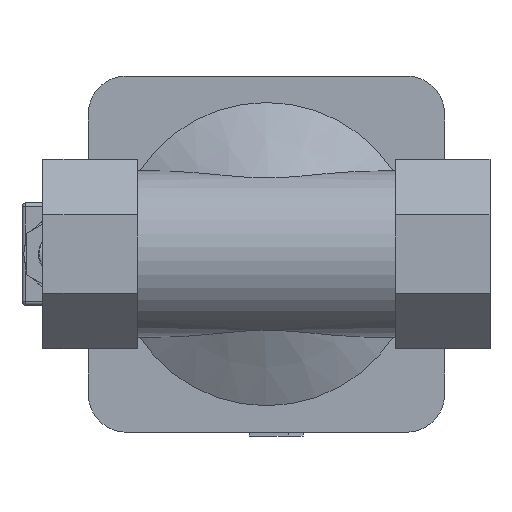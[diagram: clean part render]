
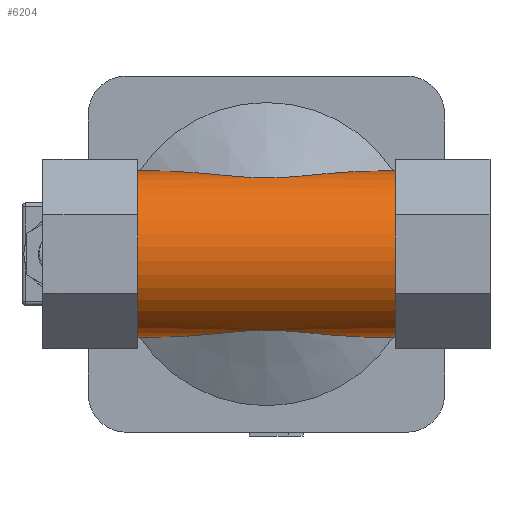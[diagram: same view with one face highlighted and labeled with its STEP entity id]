
A CAD part, front view. The second image highlights one B-rep face of the part: STEP entity #6204.
In plain terms, the highlighted cylindrical face has radius 22 mm (diameter 44 mm), a partial arc.
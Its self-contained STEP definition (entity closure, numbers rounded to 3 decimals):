
#119=B_SPLINE_CURVE_WITH_KNOTS('',3,(#9538,#9539,#9540,#9541,#9542,#9543,
#9544,#9545,#9546,#9547,#9548,#9549,#9550,#9551,#9552,#9553,#9554,#9555),
 .UNSPECIFIED.,.F.,.F.,(4,2,2,2,2,2,2,2,4),(2.471,2.838,
3.548,4.257,5.676,7.095,7.805,
8.515,8.881),.UNSPECIFIED.);
#120=B_SPLINE_CURVE_WITH_KNOTS('',3,(#9558,#9559,#9560,#9561,#9562,#9563,
#9564,#9565,#9566,#9567,#9568,#9569,#9570,#9571,#9572,#9573,#9574,#9575),
 .UNSPECIFIED.,.F.,.F.,(4,2,2,2,2,2,2,2,4),(2.471,2.838,
3.548,4.257,5.676,7.095,7.805,
8.515,8.881),.UNSPECIFIED.);
#580=FACE_OUTER_BOUND('',#952,.T.);
#952=EDGE_LOOP('',(#4461,#4462,#4463,#4464,#4465,#4466,#4467,#4468));
#1365=LINE('',#9453,#1879);
#1375=LINE('',#9479,#1889);
#1402=LINE('',#9537,#1916);
#1403=LINE('',#9557,#1917);
#1879=VECTOR('',#7463,10.);
#1889=VECTOR('',#7477,10.);
#1916=VECTOR('',#7524,10.);
#1917=VECTOR('',#7525,10.);
#2366=CIRCLE('',#6617,22.);
#2367=CIRCLE('',#6635,22.);
#2691=VERTEX_POINT('',#9418);
#2692=VERTEX_POINT('',#9420);
#2701=VERTEX_POINT('',#9452);
#2711=VERTEX_POINT('',#9476);
#2712=VERTEX_POINT('',#9478);
#2729=VERTEX_POINT('',#9532);
#2730=VERTEX_POINT('',#9536);
#2731=VERTEX_POINT('',#9556);
#3345=EDGE_CURVE('',#2692,#2691,#2366,.T.);
#3361=EDGE_CURVE('',#2692,#2701,#1365,.T.);
#3372=EDGE_CURVE('',#2711,#2712,#1375,.T.);
#3400=EDGE_CURVE('',#2711,#2729,#2367,.T.);
#3401=EDGE_CURVE('',#2730,#2691,#1402,.T.);
#3402=EDGE_CURVE('',#2730,#2712,#119,.T.);
#3403=EDGE_CURVE('',#2731,#2729,#1403,.T.);
#3404=EDGE_CURVE('',#2731,#2701,#120,.T.);
#4461=ORIENTED_EDGE('',*,*,#3345,.T.);
#4462=ORIENTED_EDGE('',*,*,#3401,.F.);
#4463=ORIENTED_EDGE('',*,*,#3402,.T.);
#4464=ORIENTED_EDGE('',*,*,#3372,.F.);
#4465=ORIENTED_EDGE('',*,*,#3400,.T.);
#4466=ORIENTED_EDGE('',*,*,#3403,.F.);
#4467=ORIENTED_EDGE('',*,*,#3404,.T.);
#4468=ORIENTED_EDGE('',*,*,#3361,.F.);
#6053=CYLINDRICAL_SURFACE('',#6636,22.);
#6204=ADVANCED_FACE('',(#580),#6053,.T.);
#6617=AXIS2_PLACEMENT_3D('',#9421,#7432,#7433);
#6635=AXIS2_PLACEMENT_3D('',#9534,#7520,#7521);
#6636=AXIS2_PLACEMENT_3D('',#9535,#7522,#7523);
#7432=DIRECTION('center_axis',(1.,0.,0.));
#7433=DIRECTION('ref_axis',(0.,0.009,1.));
#7463=DIRECTION('',(1.,0.,0.));
#7477=DIRECTION('',(-1.,0.,0.));
#7520=DIRECTION('center_axis',(-1.,0.,0.));
#7521=DIRECTION('ref_axis',(0.,0.009,1.));
#7522=DIRECTION('center_axis',(1.,0.,0.));
#7523=DIRECTION('ref_axis',(0.,-1.,0.));
#7524=DIRECTION('',(-1.,0.,0.));
#7525=DIRECTION('',(1.,0.,0.));
#9418=CARTESIAN_POINT('',(-34.,-22.8,-21.999));
#9420=CARTESIAN_POINT('',(-34.,-22.8,21.999));
#9421=CARTESIAN_POINT('Origin',(-34.,-23.,0.));
#9452=CARTESIAN_POINT('',(-31.474,-22.8,21.999));
#9453=CARTESIAN_POINT('',(0.,-22.8,21.999));
#9476=CARTESIAN_POINT('',(34.,-22.8,-21.999));
#9478=CARTESIAN_POINT('',(31.474,-22.8,-21.999));
#9479=CARTESIAN_POINT('',(0.,-22.8,-21.999));
#9532=CARTESIAN_POINT('',(34.,-22.8,21.999));
#9534=CARTESIAN_POINT('Origin',(34.,-23.,0.));
#9535=CARTESIAN_POINT('Origin',(0.,-23.,0.));
#9536=CARTESIAN_POINT('',(-31.474,-22.8,-21.999));
#9537=CARTESIAN_POINT('',(0.,-22.8,-21.999));
#9538=CARTESIAN_POINT('Ctrl Pts',(-31.474,-22.8,-21.999));
#9539=CARTESIAN_POINT('Ctrl Pts',(-30.269,-23.293,-22.004));
#9540=CARTESIAN_POINT('Ctrl Pts',(-29.062,-23.781,-21.991));
#9541=CARTESIAN_POINT('Ctrl Pts',(-25.523,-25.196,-21.91));
#9542=CARTESIAN_POINT('Ctrl Pts',(-23.192,-26.105,-21.797));
#9543=CARTESIAN_POINT('Ctrl Pts',(-18.546,-27.832,-21.481));
#9544=CARTESIAN_POINT('Ctrl Pts',(-16.232,-28.65,-21.276));
#9545=CARTESIAN_POINT('Ctrl Pts',(-9.31,-30.835,-20.614));
#9546=CARTESIAN_POINT('Ctrl Pts',(-4.73,-31.952,-20.096));
#9547=CARTESIAN_POINT('Ctrl Pts',(4.73,-31.952,-20.096));
#9548=CARTESIAN_POINT('Ctrl Pts',(9.31,-30.835,-20.614));
#9549=CARTESIAN_POINT('Ctrl Pts',(16.232,-28.65,-21.276));
#9550=CARTESIAN_POINT('Ctrl Pts',(18.546,-27.832,-21.481));
#9551=CARTESIAN_POINT('Ctrl Pts',(23.192,-26.105,-21.797));
#9552=CARTESIAN_POINT('Ctrl Pts',(25.523,-25.196,-21.91));
#9553=CARTESIAN_POINT('Ctrl Pts',(29.062,-23.781,-21.991));
#9554=CARTESIAN_POINT('Ctrl Pts',(30.269,-23.293,-22.004));
#9555=CARTESIAN_POINT('Ctrl Pts',(31.474,-22.8,-21.999));
#9556=CARTESIAN_POINT('',(31.474,-22.8,21.999));
#9557=CARTESIAN_POINT('',(0.,-22.8,21.999));
#9558=CARTESIAN_POINT('Ctrl Pts',(31.474,-22.8,21.999));
#9559=CARTESIAN_POINT('Ctrl Pts',(30.269,-23.293,22.004));
#9560=CARTESIAN_POINT('Ctrl Pts',(29.062,-23.781,21.991));
#9561=CARTESIAN_POINT('Ctrl Pts',(25.523,-25.196,21.91));
#9562=CARTESIAN_POINT('Ctrl Pts',(23.192,-26.105,21.797));
#9563=CARTESIAN_POINT('Ctrl Pts',(18.546,-27.832,21.481));
#9564=CARTESIAN_POINT('Ctrl Pts',(16.232,-28.65,21.276));
#9565=CARTESIAN_POINT('Ctrl Pts',(9.31,-30.835,20.614));
#9566=CARTESIAN_POINT('Ctrl Pts',(4.73,-31.952,20.096));
#9567=CARTESIAN_POINT('Ctrl Pts',(-4.73,-31.952,20.096));
#9568=CARTESIAN_POINT('Ctrl Pts',(-9.31,-30.835,20.614));
#9569=CARTESIAN_POINT('Ctrl Pts',(-16.232,-28.65,21.276));
#9570=CARTESIAN_POINT('Ctrl Pts',(-18.546,-27.832,21.481));
#9571=CARTESIAN_POINT('Ctrl Pts',(-23.192,-26.105,21.797));
#9572=CARTESIAN_POINT('Ctrl Pts',(-25.523,-25.196,21.91));
#9573=CARTESIAN_POINT('Ctrl Pts',(-29.062,-23.781,21.991));
#9574=CARTESIAN_POINT('Ctrl Pts',(-30.269,-23.293,22.004));
#9575=CARTESIAN_POINT('Ctrl Pts',(-31.474,-22.8,21.999));
